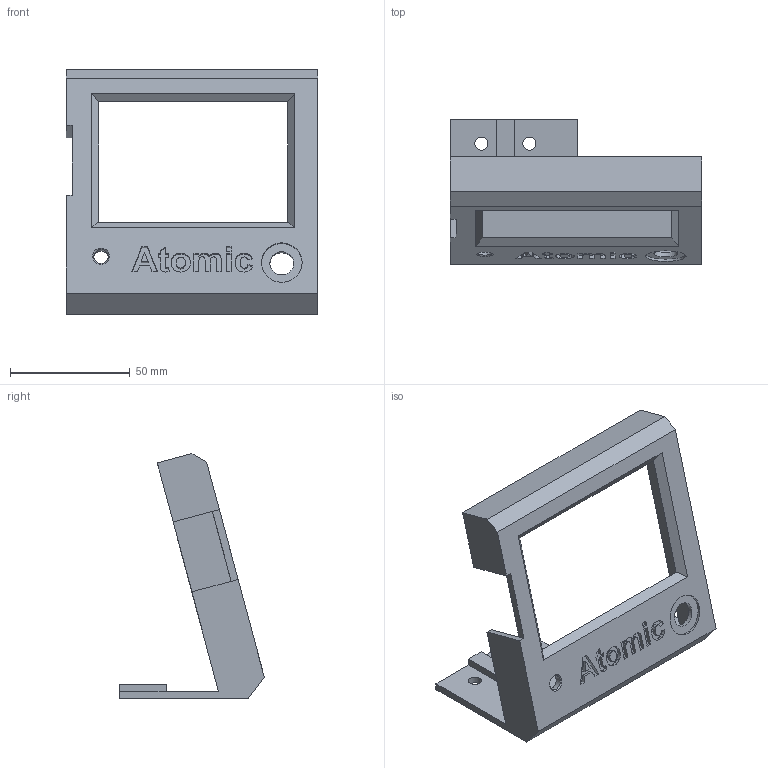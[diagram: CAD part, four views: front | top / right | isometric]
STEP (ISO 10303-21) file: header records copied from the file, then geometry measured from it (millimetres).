
FILE_DESCRIPTION(/* description */ (''),/* implementation_level */ '2;1');
FILE_NAME(/* name */ 'Atomic_U300_LCDdisplayCase_Cover.step',/* time_stamp */ '2020-07-30T21:15:46+09:00',/* author */ (''),/* organization */ (''),/* preprocessor_version */ 'ST-DEVELOPER v18.1',/* originating_system */ 'Autodesk Translation Framework v9.3.0.1241',/* authorisation */ '');
FILE_SCHEMA (('AUTOMOTIVE_DESIGN { 1 0 10303 214 3 1 1 }'));
Length unit declared in the file: millimetre
Products named in the file (1): LCD Cover
Bounding box: 105 x 60.39 x 102.22 mm (x, y, z)
Volume: 41681.6 mm3; surface area: 33573 mm2
Topology: 1 solids, 1 shells, 154 faces, 423 edges, 281 vertices
Faces by surface type: plane 86, bspline 62, cylinder 5, cone 1
Full cylindrical faces by diameter (mm): 5.5 x2, 6 x1, 10 x1, 17 x1
Entity records: 5474 total; most frequent: CARTESIAN_POINT 1913, ORIENTED_EDGE 846, DIRECTION 496, EDGE_CURVE 423, LINE 288, VECTOR 288, VERTEX_POINT 281, EDGE_LOOP 174
